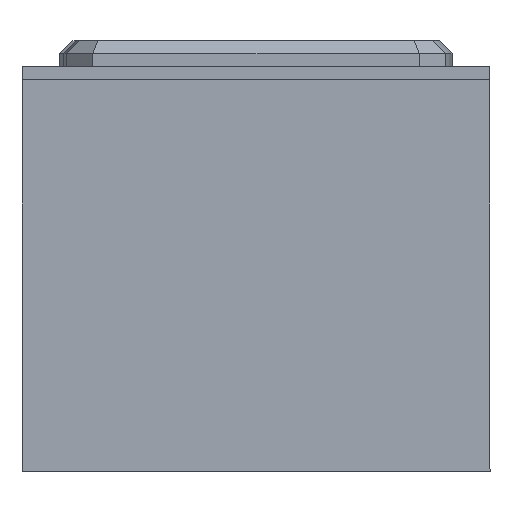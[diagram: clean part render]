
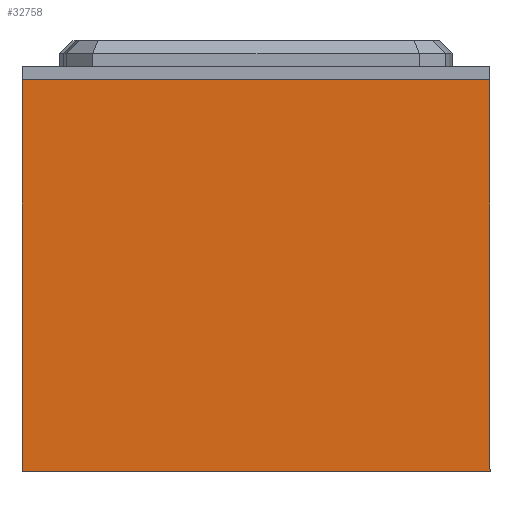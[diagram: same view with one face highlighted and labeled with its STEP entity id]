
A CAD part, left-side view. The second image highlights one B-rep face of the part: STEP entity #32758.
In plain terms, the highlighted planar face has unit normal (-1, 0, 0).
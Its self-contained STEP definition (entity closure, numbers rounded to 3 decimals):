
#2052=PLANE('',#35684);
#3748=FACE_OUTER_BOUND('',#5625,.T.);
#5625=EDGE_LOOP('',(#30096,#30097,#30098,#30099));
#9211=LINE('',#53588,#12974);
#9236=LINE('',#53658,#12999);
#9280=LINE('',#53781,#13043);
#9281=LINE('',#53783,#13044);
#12974=VECTOR('',#43985,10.);
#12999=VECTOR('',#44054,10.);
#13043=VECTOR('',#44180,10.);
#13044=VECTOR('',#44183,10.);
#16824=VERTEX_POINT('',#53582);
#16826=VERTEX_POINT('',#53586);
#16848=VERTEX_POINT('',#53655);
#16849=VERTEX_POINT('',#53657);
#21240=EDGE_CURVE('',#16824,#16826,#9211,.T.);
#21275=EDGE_CURVE('',#16848,#16849,#9236,.T.);
#21335=EDGE_CURVE('',#16826,#16849,#9280,.T.);
#21336=EDGE_CURVE('',#16824,#16848,#9281,.T.);
#30096=ORIENTED_EDGE('',*,*,#21335,.T.);
#30097=ORIENTED_EDGE('',*,*,#21275,.F.);
#30098=ORIENTED_EDGE('',*,*,#21336,.F.);
#30099=ORIENTED_EDGE('',*,*,#21240,.T.);
#32758=ADVANCED_FACE('',(#3748),#2052,.T.);
#35684=AXIS2_PLACEMENT_3D('',#53782,#44181,#44182);
#43985=DIRECTION('',(0.,1.,0.));
#44054=DIRECTION('',(0.,1.,0.));
#44180=DIRECTION('',(0.,0.,-1.));
#44181=DIRECTION('center_axis',(-1.,0.,0.));
#44182=DIRECTION('ref_axis',(0.,1.,0.));
#44183=DIRECTION('',(0.,0.,-1.));
#53582=CARTESIAN_POINT('',(-9.2,-5.024,-18.395));
#53586=CARTESIAN_POINT('',(-9.2,30.776,-18.395));
#53588=CARTESIAN_POINT('',(-9.2,21.826,-18.395));
#53655=CARTESIAN_POINT('',(-9.2,-5.024,-48.35));
#53657=CARTESIAN_POINT('',(-9.2,30.776,-48.35));
#53658=CARTESIAN_POINT('',(-9.2,-5.024,-48.35));
#53781=CARTESIAN_POINT('',(-9.2,30.776,-46.35));
#53782=CARTESIAN_POINT('Origin',(-9.2,-5.024,-46.35));
#53783=CARTESIAN_POINT('',(-9.2,-5.024,-46.35));
